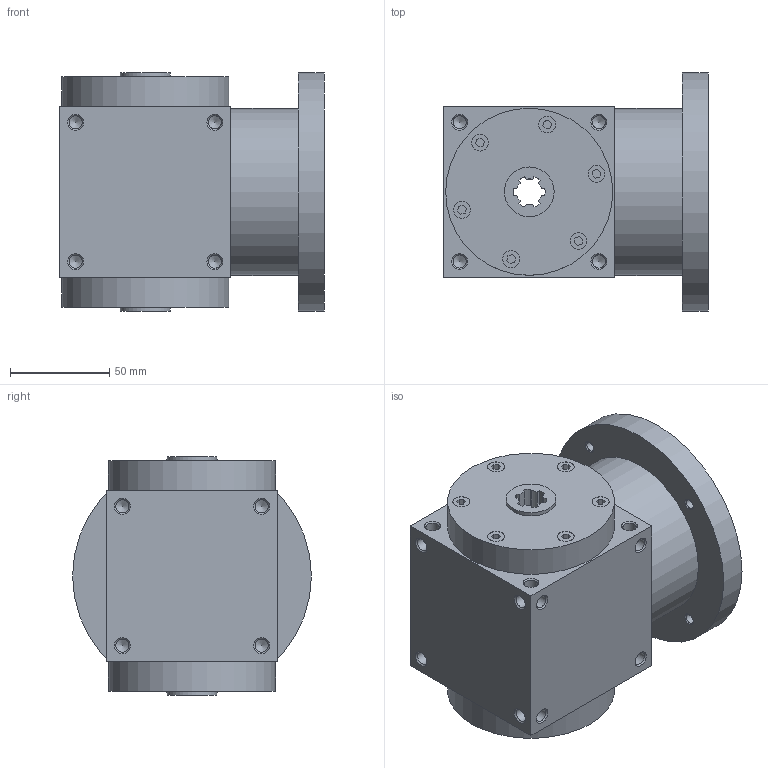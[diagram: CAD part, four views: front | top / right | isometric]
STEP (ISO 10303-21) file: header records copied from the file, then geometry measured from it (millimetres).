
FILE_DESCRIPTION(/* description */ ('STEP AP203'),/* implementation_level */ '2;1');
FILE_NAME(/* name */ 'MRB86_MC1_R.1_1_56_B5',/* time_stamp */ '2022-11-24T11:09:26+01:00',/* author */ ('License CC BY-ND 4.0'),/* organization */ ('CADENAS'),/* preprocessor_version */ 'ST-DEVELOPER v18.102',/* originating_system */ 'PARTsolutions',/* authorisation */ ' ');
FILE_SCHEMA (('CONFIG_CONTROL_DESIGN'));
Length unit declared in the file: millimetre
Products named in the file (3): MRB86_MC1_R.1/1_56/B5; MRX86_1-flange; MRB8610-case
Assembly tree (2 placements, depth 2):
  MRB86_MC1_R.1/1_56/B5
    MRX86_1-flange
    MRB8610-case
Bounding box: 133 x 120 x 120 mm (x, y, z)
Volume: 1063548 mm3; surface area: 108307.9 mm2
Topology: 2 solids, 2 shells, 295 faces, 816 edges, 527 vertices
Faces by surface type: plane 141, cylinder 98, cone 56
Full cylindrical faces by diameter (mm): 4.917 x4, 6.647 x48, 8.5 x12, 21 x1, 24 x1, 25 x2, 80 x1, 84 x3, 120 x1
Entity records: 10389 total; most frequent: DIRECTION 1482, CARTESIAN_POINT 1382, ORIENTED_EDGE 1220, EDGE_CURVE 610, AXIS2_PLACEMENT_3D 574, FACE_BOUND 492, VERTEX_POINT 474, EDGE_LOOP 468
